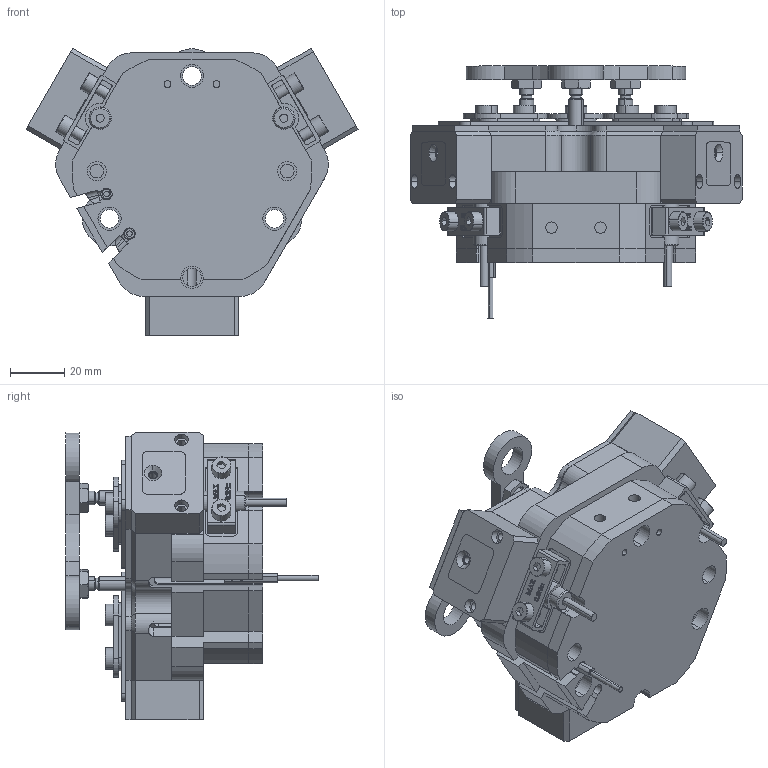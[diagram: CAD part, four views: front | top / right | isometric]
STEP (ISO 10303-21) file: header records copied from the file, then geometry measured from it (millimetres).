
FILE_DESCRIPTION (( 'STEP AP203' ), '1' );
FILE_NAME ('FZ55-100-C30-P.STEP', '2025-08-18T08:56:04', ( 'USER-' ), ( 'Microsoft' ), 'SwSTEP 2.0', 'SolidWorks 2018', '' );
FILE_SCHEMA (( 'CONFIG_CONTROL_DESIGN' ));
Length unit declared in the file: millimetre
Products named in the file (23): FZ55-100-P-01 奻葡裔啣01; FZ55-100-P-03 忒硌薊啣; 六角薄螺母_A级和B级[GBT6172_1-2000][M6]_M6; FZ55-100-P-05 耜猾啣; 揤輸蚾饜极; 苤覜聆假蚾璃; 棠羲換覜ん; -C-P; ﾏ擎ﾗ8｡ﾁ6｡ﾁ6; 电容传感器8x23接近开关; 内六角圆柱头螺钉[GBT70_1-2008][M2.5×8]_M2.5×8; FZ55-100-P-04 痄雄結啣; TZT55-M-01 褲极; 内六角圆柱头螺钉[GBT70_1-2008][M4×12]_M4×12; FZ55-100-C30-P; FZ55-100-M-08 芢啣; FZ55-100-P-06 耜猾苤裔; 20241226-M4 M4換覜ん揤輸; FZ55-100-M-07 芢裝; TZT55 賑輸 01; FZ55-100-P-02 奻葡裔啣02; 16x8-R1.5; TZT55-M-05 菁裔啣
Assembly tree (56 placements, depth 3):
  FZ55-100-C30-P
    TZT55-M-01 褲极
    TZT55-M-05 菁裔啣
    TZT55 賑輸 01  x3
    电容传感器8x23接近开关  x2
    20241226-M4 M4換覜ん揤輸  x2
    16x8-R1.5
    棠羲換覜ん  x2
    揤輸蚾饜极  x3
      内六角圆柱头螺钉[GBT70_1-2008][M2.5×8]_M2.5×8
      苤覜聆假蚾璃
    ﾏ擎ﾗ8｡ﾁ6｡ﾁ6  x12
    内六角圆柱头螺钉[GBT70_1-2008][M4×12]_M4×12  x4
    -C-P
      FZ55-100-M-07 芢裝  x3
      FZ55-100-M-08 芢啣
      FZ55-100-P-02 奻葡裔啣02
      FZ55-100-P-03 忒硌薊啣  x3
      FZ55-100-P-04 痄雄結啣  x3
      FZ55-100-P-05 耜猾啣  x3
      FZ55-100-P-06 耜猾苤裔  x3
      FZ55-100-P-01 奻葡裔啣01
    六角薄螺母_A级和B级[GBT6172_1-2000][M6]_M6  x3
Bounding box: 122.04 x 92.73 x 105.69 mm (x, y, z)
Volume: 321444.5 mm3; surface area: 129649.4 mm2
Topology: 58 solids, 60 shells, 3019 faces, 7835 edges, 5005 vertices
Faces by surface type: plane 1389, cylinder 824, cone 389, bspline 377, torus 40
Entity records: 70032 total; most frequent: CARTESIAN_POINT 21049, ORIENTED_EDGE 9830, DIRECTION 8803, EDGE_CURVE 4915, VERTEX_POINT 3199, VECTOR 3157, LINE 3157, AXIS2_PLACEMENT_3D 2823
